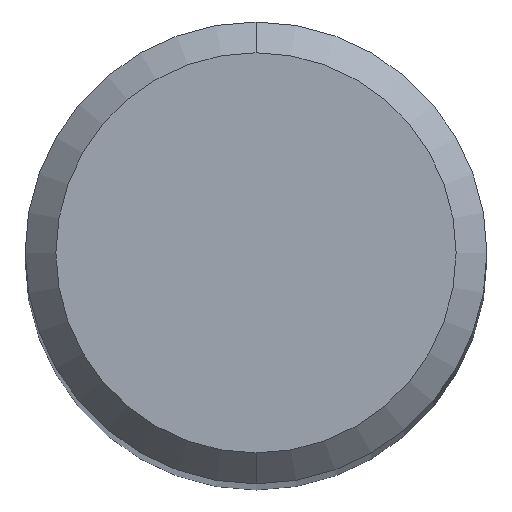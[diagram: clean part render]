
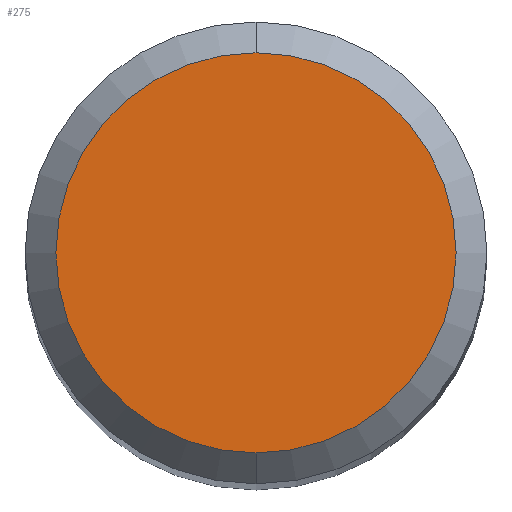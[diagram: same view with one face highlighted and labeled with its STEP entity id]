
A CAD part, top view. The second image highlights one B-rep face of the part: STEP entity #275.
In plain terms, the highlighted planar face has unit normal (0, 0, 1).
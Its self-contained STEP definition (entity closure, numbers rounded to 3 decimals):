
#245=VERTEX_POINT('',#542);
#253=EDGE_CURVE('',#245,#423,#552,.T.);
#275=ADVANCED_FACE('',(#575),#576,.T.);
#377=EDGE_CURVE('',#423,#245,#691,.T.);
#423=VERTEX_POINT('',#740);
#542=CARTESIAN_POINT('',(0.0,2.6,45.394));
#552=CIRCLE('',#1004,2.6);
#575=FACE_OUTER_BOUND('',#1106,.T.);
#576=PLANE('',#1107);
#691=CIRCLE('',#1298,2.6);
#740=CARTESIAN_POINT('',(0.,-2.6,45.394));
#1004=AXIS2_PLACEMENT_3D('',#1499,#1500,#1501);
#1106=EDGE_LOOP('',(#1514,#1515));
#1107=AXIS2_PLACEMENT_3D('',#1516,#1517,#1518);
#1298=AXIS2_PLACEMENT_3D('',#1673,#1674,#1675);
#1499=CARTESIAN_POINT('',(0.0,0.0,45.394));
#1500=DIRECTION('',(0.0,0.0,-1.0));
#1501=DIRECTION('',(0.0,1.0,0.0));
#1514=ORIENTED_EDGE('',*,*,#253,.F.);
#1515=ORIENTED_EDGE('',*,*,#377,.F.);
#1516=CARTESIAN_POINT('',(0.0,1.3,45.394));
#1517=DIRECTION('',(-0.0,0.0,1.0));
#1518=DIRECTION('',(0.0,-1.0,0.0));
#1673=CARTESIAN_POINT('',(0.0,0.0,45.394));
#1674=DIRECTION('',(0.0,0.0,-1.0));
#1675=DIRECTION('',(0.0,1.0,0.0));
